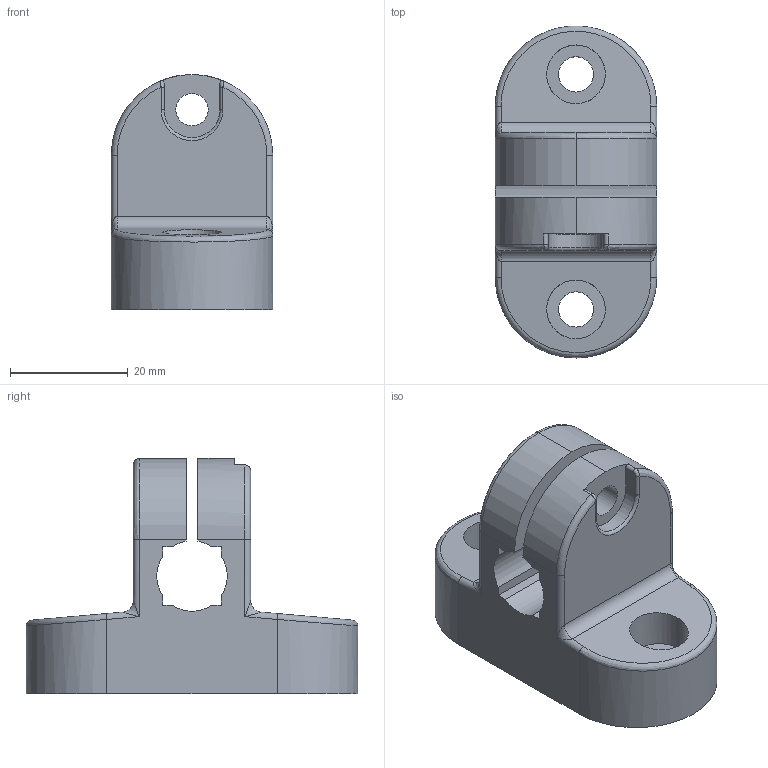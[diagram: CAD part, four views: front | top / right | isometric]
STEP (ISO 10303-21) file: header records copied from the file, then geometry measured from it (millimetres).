
FILE_DESCRIPTION(('STEP AP203'),'2;1');
FILE_NAME('80CPL0001.stp','2011-09-08T18:09:32',(''),(''),'2009.3.110','THINKDESIGN','');
FILE_SCHEMA(('CONFIG_CONTROL_DESIGN'));
Length unit declared in the file: millimetre
Bounding box: 27.5 x 56.5 x 40 mm (x, y, z)
Volume: 25540.9 mm3; surface area: 8821.2 mm2
Topology: 1 solids, 1 shells, 74 faces, 196 edges, 123 vertices
Faces by surface type: cylinder 32, plane 29, bspline 13
Full cylindrical faces by diameter (mm): 5.5 x2, 6 x2, 10 x2
Entity records: 3756 total; most frequent: CARTESIAN_POINT 1837, ORIENTED_EDGE 384, DIRECTION 372, EDGE_CURVE 192, AXIS2_PLACEMENT_3D 135, VERTEX_POINT 123, VECTOR 102, LINE 102
